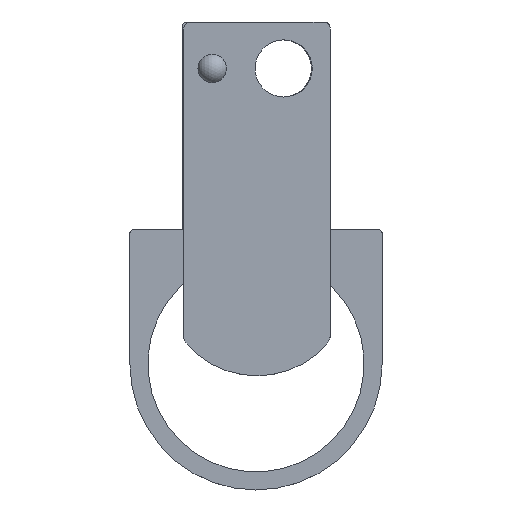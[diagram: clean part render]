
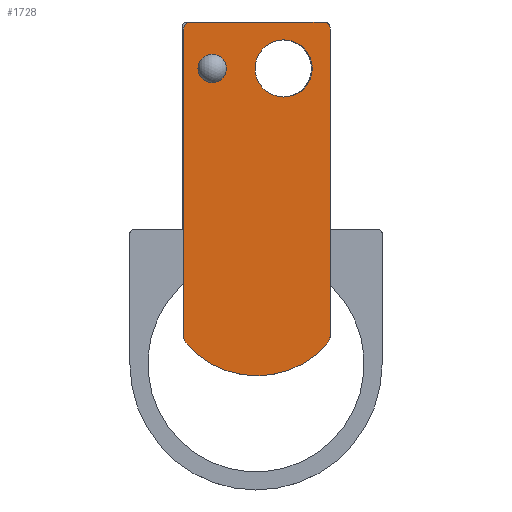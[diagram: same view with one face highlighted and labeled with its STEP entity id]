
A CAD part, top view. The second image highlights one B-rep face of the part: STEP entity #1728.
In plain terms, the highlighted planar face has unit normal (0, 0, 1).
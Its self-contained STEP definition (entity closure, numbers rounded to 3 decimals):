
#1376=CARTESIAN_POINT('',(16.591,16.196,1.5));
#1377=VERTEX_POINT('',#1376);
#1378=CARTESIAN_POINT('',(17.591,15.196,1.5));
#1379=VERTEX_POINT('',#1378);
#1380=CARTESIAN_POINT('',(16.591,15.196,1.5));
#1381=DIRECTION('',(0.0,0.0,-1.));
#1382=DIRECTION('',(0.707,0.707,0.0));
#1383=AXIS2_PLACEMENT_3D('',#1380,#1381,#1382);
#1384=CIRCLE('',#1383,1.);
#1385=EDGE_CURVE('',#1377,#1379,#1384,.T.);
#1427=CARTESIAN_POINT('',(-1.909,16.196,1.5));
#1428=VERTEX_POINT('',#1427);
#1435=CARTESIAN_POINT('',(-1.909,16.196,1.5));
#1436=DIRECTION('',(1.0,0.0,0.0));
#1437=VECTOR('',#1436,18.5);
#1438=LINE('',#1435,#1437);
#1439=EDGE_CURVE('',#1428,#1377,#1438,.T.);
#1531=CARTESIAN_POINT('',(-2.909,15.196,1.5));
#1532=VERTEX_POINT('',#1531);
#1533=CARTESIAN_POINT('',(-1.909,15.196,1.5));
#1534=DIRECTION('',(0.0,0.0,-1.0));
#1535=DIRECTION('',(-0.707,0.707,0.0));
#1536=AXIS2_PLACEMENT_3D('',#1533,#1534,#1535);
#1537=CIRCLE('',#1536,1.);
#1538=EDGE_CURVE('',#1532,#1428,#1537,.T.);
#1559=CARTESIAN_POINT('',(2.341,9.696,1.5));
#1560=VERTEX_POINT('',#1559);
#1561=CARTESIAN_POINT('',(1.091,9.696,1.5));
#1562=DIRECTION('',(0.0,0.0,-1.0));
#1563=DIRECTION('',(-1.0,0.0,0.0));
#1564=AXIS2_PLACEMENT_3D('',#1561,#1562,#1563);
#1565=CIRCLE('',#1564,1.25);
#1566=EDGE_CURVE('',#1560,#1560,#1565,.T.);
#1576=CARTESIAN_POINT('',(15.091,9.696,1.5));
#1577=VERTEX_POINT('',#1576);
#1578=CARTESIAN_POINT('',(11.091,9.696,1.5));
#1579=DIRECTION('',(0.0,0.0,-1.0));
#1580=DIRECTION('',(-1.0,0.0,0.0));
#1581=AXIS2_PLACEMENT_3D('',#1578,#1579,#1580);
#1582=CIRCLE('',#1581,4.0);
#1583=EDGE_CURVE('',#1577,#1577,#1582,.T.);
#1597=CARTESIAN_POINT('',(17.591,-27.58,1.5));
#1598=VERTEX_POINT('',#1597);
#1599=CARTESIAN_POINT('',(17.591,15.196,1.5));
#1600=DIRECTION('',(0.0,-1.0,0.0));
#1601=VECTOR('',#1600,42.776);
#1602=LINE('',#1599,#1601);
#1603=EDGE_CURVE('',#1379,#1598,#1602,.T.);
#1620=CARTESIAN_POINT('',(17.091,-28.903,1.5));
#1621=VERTEX_POINT('',#1620);
#1622=CARTESIAN_POINT('',(15.591,-27.58,1.5));
#1623=DIRECTION('',(0.0,0.0,-1.0));
#1624=DIRECTION('',(-0.75,0.661,0.0));
#1625=AXIS2_PLACEMENT_3D('',#1622,#1623,#1624);
#1626=CIRCLE('',#1625,2.);
#1627=EDGE_CURVE('',#1598,#1621,#1626,.T.);
#1645=CARTESIAN_POINT('',(-2.409,-28.903,1.5));
#1646=VERTEX_POINT('',#1645);
#1647=CARTESIAN_POINT('',(7.341,-20.304,1.5));
#1648=DIRECTION('',(0.0,0.0,-1.0));
#1649=DIRECTION('',(0.75,0.661,0.0));
#1650=AXIS2_PLACEMENT_3D('',#1647,#1648,#1649);
#1651=CIRCLE('',#1650,13.0);
#1652=EDGE_CURVE('',#1621,#1646,#1651,.T.);
#1670=CARTESIAN_POINT('',(-2.909,-27.58,1.5));
#1671=VERTEX_POINT('',#1670);
#1672=CARTESIAN_POINT('',(-0.909,-27.58,1.5));
#1673=DIRECTION('',(0.0,0.0,-1.0));
#1674=DIRECTION('',(1.0,0.0,0.0));
#1675=AXIS2_PLACEMENT_3D('',#1672,#1673,#1674);
#1676=CIRCLE('',#1675,2.);
#1677=EDGE_CURVE('',#1646,#1671,#1676,.T.);
#1698=CARTESIAN_POINT('',(-2.909,-27.58,1.5));
#1699=DIRECTION('',(0.0,1.0,0.0));
#1700=VECTOR('',#1699,42.776);
#1701=LINE('',#1698,#1700);
#1702=EDGE_CURVE('',#1671,#1532,#1701,.T.);
#1707=CARTESIAN_POINT('',(7.341,-7.09,1.5));
#1708=DIRECTION('',(0.0,0.0,1.0));
#1709=DIRECTION('',(1.0,0.0,0.0));
#1710=AXIS2_PLACEMENT_3D('',#1707,#1708,#1709);
#1711=PLANE('',#1710);
#1712=ORIENTED_EDGE('',*,*,#1385,.F.);
#1713=ORIENTED_EDGE('',*,*,#1439,.F.);
#1714=ORIENTED_EDGE('',*,*,#1538,.F.);
#1715=ORIENTED_EDGE('',*,*,#1702,.F.);
#1716=ORIENTED_EDGE('',*,*,#1677,.F.);
#1717=ORIENTED_EDGE('',*,*,#1652,.F.);
#1718=ORIENTED_EDGE('',*,*,#1627,.F.);
#1719=ORIENTED_EDGE('',*,*,#1603,.F.);
#1720=EDGE_LOOP('',(#1712,#1713,#1714,#1715,#1716,#1717,#1718,#1719));
#1721=FACE_OUTER_BOUND('',#1720,.T.);
#1722=ORIENTED_EDGE('',*,*,#1566,.T.);
#1723=EDGE_LOOP('',(#1722));
#1724=FACE_BOUND('',#1723,.T.);
#1725=ORIENTED_EDGE('',*,*,#1583,.T.);
#1726=EDGE_LOOP('',(#1725));
#1727=FACE_BOUND('',#1726,.T.);
#1728=ADVANCED_FACE('',(#1721,#1724,#1727),#1711,.T.);
